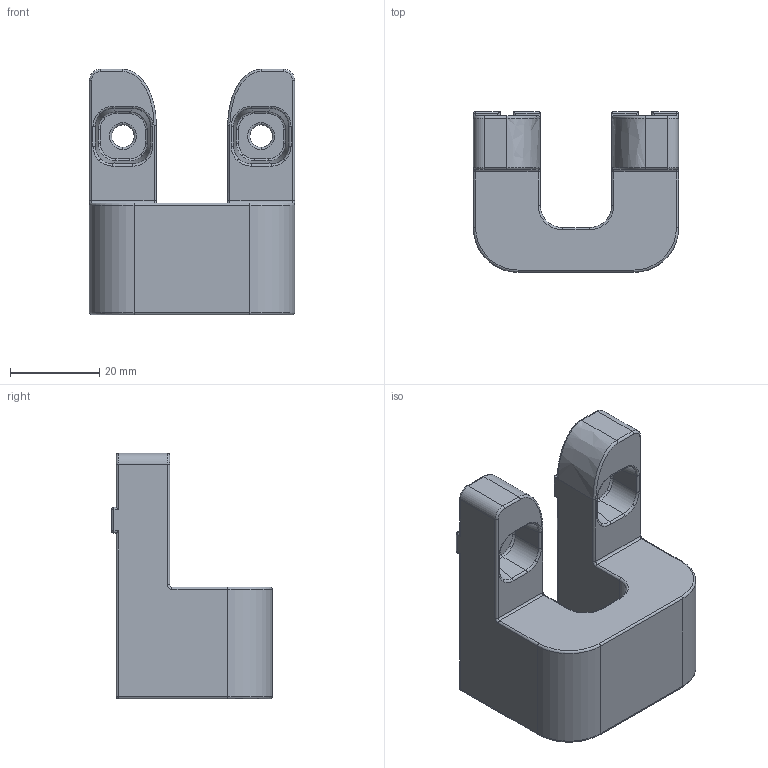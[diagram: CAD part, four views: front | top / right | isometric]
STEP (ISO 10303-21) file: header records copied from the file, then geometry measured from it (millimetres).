
FILE_DESCRIPTION (( 'STEP AP214' ), '1' );
FILE_NAME ('Enclosed_Z_Chain_Guide.STEP', '2024-05-06T22:47:22', ( '' ), ( '' ), 'SwSTEP 2.0', 'SolidWorks 2023', '' );
FILE_SCHEMA (( 'AUTOMOTIVE_DESIGN' ));
Length unit declared in the file: millimetre
Products named in the file (1): Enclosed_Z_Chain_Guide
Bounding box: 46 x 36 x 55 mm (x, y, z)
Volume: 37765.8 mm3; surface area: 10858.7 mm2
Topology: 1 solids, 1 shells, 206 faces, 502 edges, 288 vertices
Faces by surface type: cylinder 90, plane 46, bspline 40, torus 20, sphere 10
Entity records: 6668 total; most frequent: CARTESIAN_POINT 2243, ORIENTED_EDGE 984, DIRECTION 890, EDGE_CURVE 492, AXIS2_PLACEMENT_3D 341, VERTEX_POINT 288, EDGE_LOOP 210, VECTOR 208
